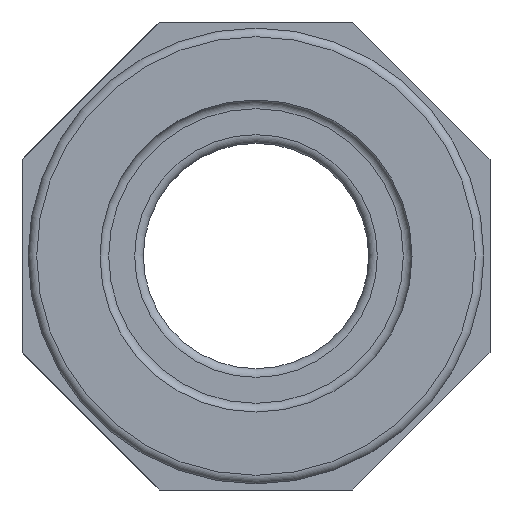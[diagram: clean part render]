
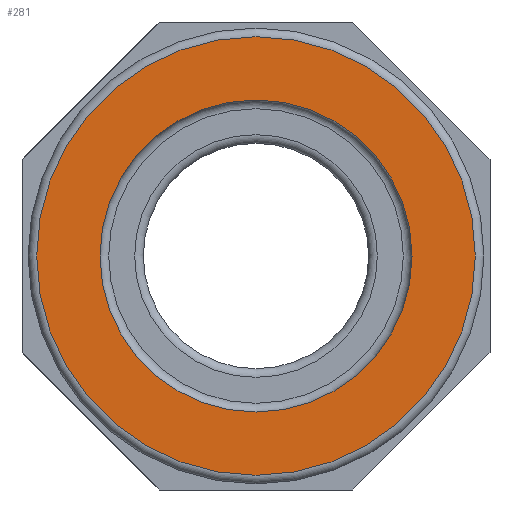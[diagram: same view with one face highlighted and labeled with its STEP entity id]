
A CAD part, front view. The second image highlights one B-rep face of the part: STEP entity #281.
In plain terms, the highlighted planar face has unit normal (0, -1, 0).
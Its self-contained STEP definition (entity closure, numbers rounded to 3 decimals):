
#281 = ADVANCED_FACE( '', ( #809, #810 ), #811, .F. );
#809 = FACE_OUTER_BOUND( '', #1633, .T. );
#810 = FACE_BOUND( '', #1634, .T. );
#811 = PLANE( '', #1635 );
#1633 = EDGE_LOOP( '', ( #2521 ) );
#1634 = EDGE_LOOP( '', ( #2522 ) );
#1635 = AXIS2_PLACEMENT_3D( '', #2523, #2524, #2525 );
#2521 = ORIENTED_EDGE( '', *, *, #5038, .T. );
#2522 = ORIENTED_EDGE( '', *, *, #5039, .T. );
#2523 = CARTESIAN_POINT( '', ( 0., -27., 0. ) );
#2524 = DIRECTION( '', ( 0., 1., 0. ) );
#2525 = DIRECTION( '', ( 0., 0., 1. ) );
#5038 = EDGE_CURVE( '', #5932, #5932, #5933, .F. );
#5039 = EDGE_CURVE( '', #5934, #5934, #5935, .T. );
#5932 = VERTEX_POINT( '', #7258 );
#5933 = CIRCLE( '', #7259, 12.65 );
#5934 = VERTEX_POINT( '', #7260 );
#5935 = CIRCLE( '', #7261, 9. );
#7258 = CARTESIAN_POINT( '', ( 0., -27., 12.65 ) );
#7259 = AXIS2_PLACEMENT_3D( '', #9613, #9614, #9615 );
#7260 = CARTESIAN_POINT( '', ( 9., -27., 0. ) );
#7261 = AXIS2_PLACEMENT_3D( '', #9616, #9617, #9618 );
#9613 = CARTESIAN_POINT( '', ( 0., -27., 0. ) );
#9614 = DIRECTION( '', ( 0., 1., 0. ) );
#9615 = DIRECTION( '', ( 0., 0., 1. ) );
#9616 = CARTESIAN_POINT( '', ( 0., -27., 0. ) );
#9617 = DIRECTION( '', ( 0., 1., 0. ) );
#9618 = DIRECTION( '', ( 1., 0., 0. ) );
